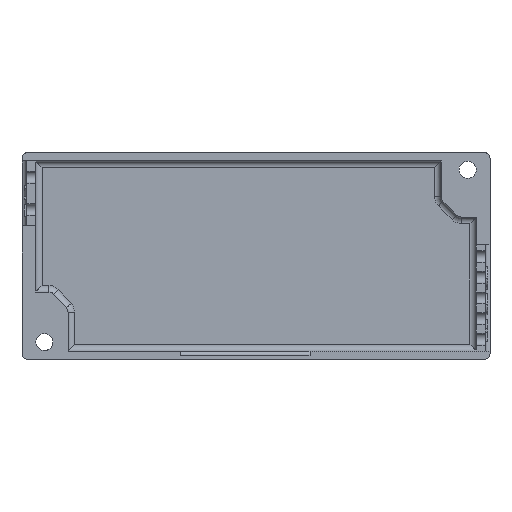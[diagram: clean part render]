
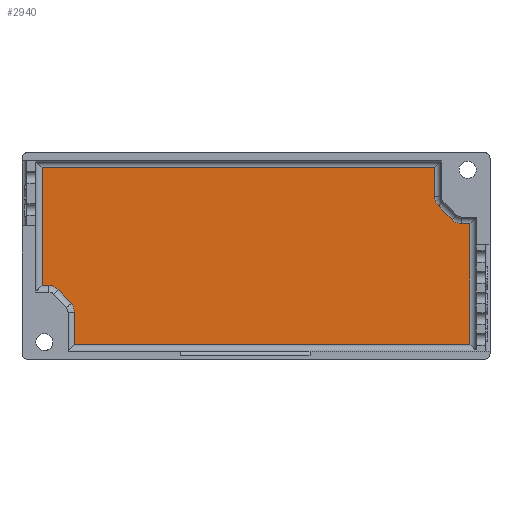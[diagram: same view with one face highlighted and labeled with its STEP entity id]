
A CAD part, front view. The second image highlights one B-rep face of the part: STEP entity #2940.
In plain terms, the highlighted planar face has unit normal (0, -1, 0).
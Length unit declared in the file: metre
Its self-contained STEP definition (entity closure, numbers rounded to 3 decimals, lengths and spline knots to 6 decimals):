
#65=PLANE('',#3139);
#150=CIRCLE('',#3140,0.0022);
#151=CIRCLE('',#3141,0.0022);
#152=CIRCLE('',#3142,0.0022);
#153=CIRCLE('',#3143,0.0022);
#326=LINE('',#4467,#625);
#327=LINE('',#4470,#626);
#328=LINE('',#4472,#627);
#329=LINE('',#4474,#628);
#330=LINE('',#4478,#629);
#331=LINE('',#4482,#630);
#332=LINE('',#4484,#631);
#333=LINE('',#4486,#632);
#334=LINE('',#4488,#633);
#335=LINE('',#4492,#634);
#625=VECTOR('',#3516,1.);
#626=VECTOR('',#3517,1.);
#627=VECTOR('',#3518,1.);
#628=VECTOR('',#3519,1.);
#629=VECTOR('',#3522,1.);
#630=VECTOR('',#3525,1.);
#631=VECTOR('',#3526,1.);
#632=VECTOR('',#3527,1.);
#633=VECTOR('',#3528,1.);
#634=VECTOR('',#3531,1.);
#955=ORIENTED_EDGE('',*,*,#1843,.T.);
#956=ORIENTED_EDGE('',*,*,#1844,.T.);
#957=ORIENTED_EDGE('',*,*,#1845,.T.);
#958=ORIENTED_EDGE('',*,*,#1846,.T.);
#959=ORIENTED_EDGE('',*,*,#1847,.F.);
#960=ORIENTED_EDGE('',*,*,#1848,.T.);
#961=ORIENTED_EDGE('',*,*,#1849,.F.);
#962=ORIENTED_EDGE('',*,*,#1850,.T.);
#963=ORIENTED_EDGE('',*,*,#1851,.T.);
#964=ORIENTED_EDGE('',*,*,#1852,.T.);
#965=ORIENTED_EDGE('',*,*,#1853,.T.);
#966=ORIENTED_EDGE('',*,*,#1854,.F.);
#967=ORIENTED_EDGE('',*,*,#1855,.T.);
#968=ORIENTED_EDGE('',*,*,#1856,.F.);
#1843=EDGE_CURVE('',#2283,#2284,#326,.F.);
#1844=EDGE_CURVE('',#2284,#2285,#327,.F.);
#1845=EDGE_CURVE('',#2285,#2286,#328,.F.);
#1846=EDGE_CURVE('',#2286,#2287,#329,.T.);
#1847=EDGE_CURVE('',#2288,#2287,#150,.F.);
#1848=EDGE_CURVE('',#2288,#2289,#330,.T.);
#1849=EDGE_CURVE('',#2290,#2289,#151,.F.);
#1850=EDGE_CURVE('',#2290,#2291,#331,.F.);
#1851=EDGE_CURVE('',#2291,#2292,#332,.T.);
#1852=EDGE_CURVE('',#2292,#2293,#333,.T.);
#1853=EDGE_CURVE('',#2293,#2294,#334,.T.);
#1854=EDGE_CURVE('',#2295,#2294,#152,.F.);
#1855=EDGE_CURVE('',#2295,#2296,#335,.F.);
#1856=EDGE_CURVE('',#2283,#2296,#153,.F.);
#2283=VERTEX_POINT('',#4468);
#2284=VERTEX_POINT('',#4469);
#2285=VERTEX_POINT('',#4471);
#2286=VERTEX_POINT('',#4473);
#2287=VERTEX_POINT('',#4475);
#2288=VERTEX_POINT('',#4477);
#2289=VERTEX_POINT('',#4479);
#2290=VERTEX_POINT('',#4481);
#2291=VERTEX_POINT('',#4483);
#2292=VERTEX_POINT('',#4485);
#2293=VERTEX_POINT('',#4487);
#2294=VERTEX_POINT('',#4489);
#2295=VERTEX_POINT('',#4491);
#2296=VERTEX_POINT('',#4493);
#2520=EDGE_LOOP('',(#955,#956,#957,#958,#959,#960,#961,#962,#963,#964,#965,
#966,#967,#968));
#2705=FACE_BOUND('',#2520,.T.);
#2940=ADVANCED_FACE('',(#2705),#65,.F.);
#3139=AXIS2_PLACEMENT_3D('',#4466,#3514,#3515);
#3140=AXIS2_PLACEMENT_3D('',#4476,#3520,#3521);
#3141=AXIS2_PLACEMENT_3D('',#4480,#3523,#3524);
#3142=AXIS2_PLACEMENT_3D('',#4490,#3529,#3530);
#3143=AXIS2_PLACEMENT_3D('',#4494,#3532,#3533);
#3514=DIRECTION('',(0.,1.,0.));
#3515=DIRECTION('',(1.,0.,0.));
#3516=DIRECTION('',(0.,0.,1.));
#3517=DIRECTION('',(-1.,0.,0.));
#3518=DIRECTION('',(0.,0.,-1.));
#3519=DIRECTION('',(-1.,0.,0.));
#3520=DIRECTION('',(0.,1.,0.));
#3521=DIRECTION('',(1.,0.,0.));
#3522=DIRECTION('',(-0.707,0.,0.707));
#3523=DIRECTION('',(0.,1.,0.));
#3524=DIRECTION('',(1.,0.,0.));
#3525=DIRECTION('',(0.,0.,-1.));
#3526=DIRECTION('',(-1.,0.,0.));
#3527=DIRECTION('',(0.,0.,-1.));
#3528=DIRECTION('',(1.,0.,0.));
#3529=DIRECTION('',(0.,1.,0.));
#3530=DIRECTION('',(1.,0.,0.));
#3531=DIRECTION('',(-0.676,0.,0.737));
#3532=DIRECTION('',(0.,1.,0.));
#3533=DIRECTION('',(1.,0.,0.));
#4466=CARTESIAN_POINT('',(0.,0.,0.));
#4467=CARTESIAN_POINT('',(-0.03075,0.,-0.0161));
#4468=CARTESIAN_POINT('',(-0.03075,0.,-0.009528));
#4469=CARTESIAN_POINT('',(-0.03075,0.,-0.015));
#4470=CARTESIAN_POINT('',(0.03735,0.,-0.015));
#4471=CARTESIAN_POINT('',(0.03625,0.,-0.015));
#4472=CARTESIAN_POINT('',(0.03625,0.,0.0066));
#4473=CARTESIAN_POINT('',(0.03625,0.,0.0055));
#4474=CARTESIAN_POINT('',(0.,0.,0.0055));
#4475=CARTESIAN_POINT('',(0.034806,0.,0.0055));
#4476=CARTESIAN_POINT('',(0.034806,0.,0.0077));
#4477=CARTESIAN_POINT('',(0.03325,0.,0.006144));
#4478=CARTESIAN_POINT('',(0.019697,0.,0.019697));
#4479=CARTESIAN_POINT('',(0.030894,0.,0.0085));
#4480=CARTESIAN_POINT('',(0.03245,0.,0.010056));
#4481=CARTESIAN_POINT('',(0.03025,0.,0.010056));
#4482=CARTESIAN_POINT('',(0.03025,0.,0.0161));
#4483=CARTESIAN_POINT('',(0.03025,0.,0.015));
#4484=CARTESIAN_POINT('',(0.,0.,0.015));
#4485=CARTESIAN_POINT('',(-0.03625,0.,0.015));
#4486=CARTESIAN_POINT('',(-0.03625,0.,0.));
#4487=CARTESIAN_POINT('',(-0.03625,0.,-0.005));
#4488=CARTESIAN_POINT('',(0.,0.,-0.005));
#4489=CARTESIAN_POINT('',(-0.035084,0.,-0.005));
#4490=CARTESIAN_POINT('',(-0.035084,0.,-0.0072));
#4491=CARTESIAN_POINT('',(-0.033462,0.,-0.005713));
#4492=CARTESIAN_POINT('',(-0.031039,0.,-0.008357));
#4493=CARTESIAN_POINT('',(-0.031328,0.,-0.008041));
#4494=CARTESIAN_POINT('',(-0.03295,0.,-0.009528));
